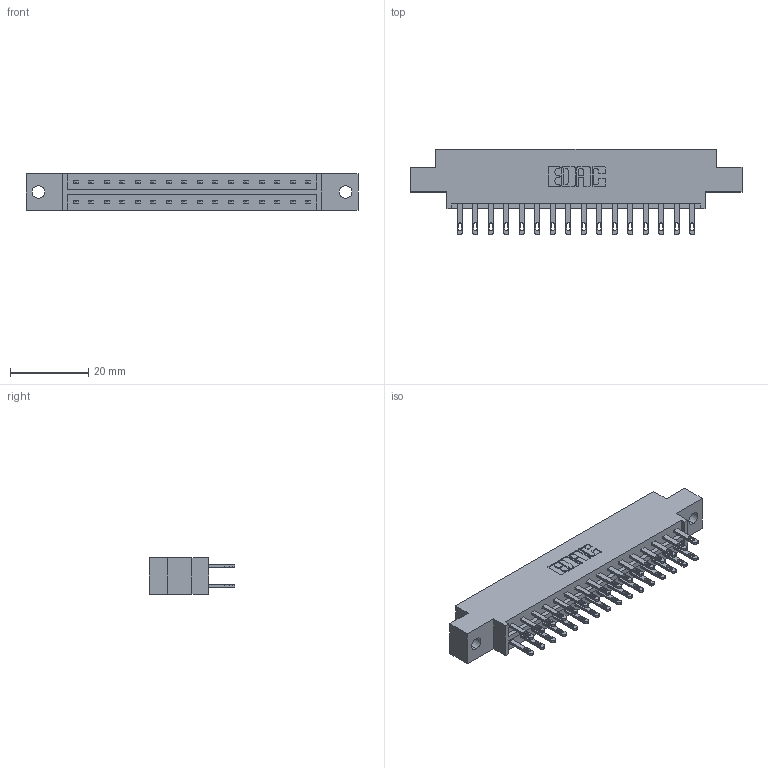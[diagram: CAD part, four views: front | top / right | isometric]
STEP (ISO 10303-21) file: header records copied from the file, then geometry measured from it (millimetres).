
FILE_DESCRIPTION (( 'STEP AP203' ), '1' );
FILE_NAME ('333-032-500-802.STEP', '2018-08-02T19:41:04', ( '' ), ( '' ), 'SwSTEP 2.0', 'SolidWorks 2016', '' );
FILE_SCHEMA (( 'CONFIG_CONTROL_DESIGN' ));
Length unit declared in the file: inch
Products named in the file (3): 333 Part_Offset - .128 Dia; 345-292-001_345-293-100; 333-032-500-802
Assembly tree (33 placements, depth 2):
  333-032-500-802
    333 Part_Offset - .128 Dia
    345-292-001_345-293-100  x32
Bounding box: 84.94 x 21.85 x 9.4 mm (x, y, z)
Volume: 8261.8 mm3; surface area: 9787.8 mm2
Topology: 33 solids, 33 shells, 1654 faces, 5027 edges, 3350 vertices
Faces by surface type: plane 1034, cylinder 620
Entity records: 13721 total; most frequent: CARTESIAN_POINT 2306, ORIENTED_EDGE 2242, DIRECTION 2017, EDGE_CURVE 1121, VECTOR 989, LINE 989, VERTEX_POINT 746, AXIS2_PLACEMENT_3D 514
